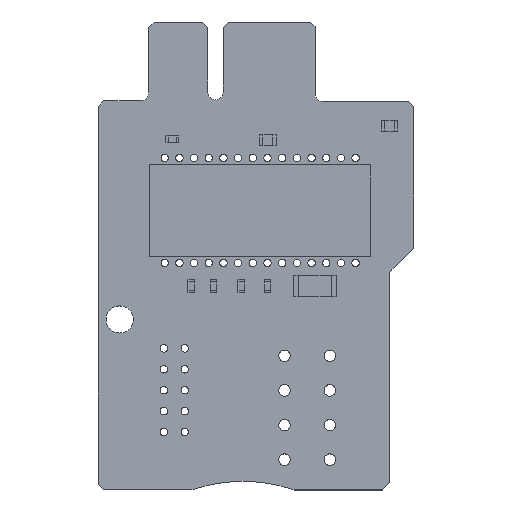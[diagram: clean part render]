
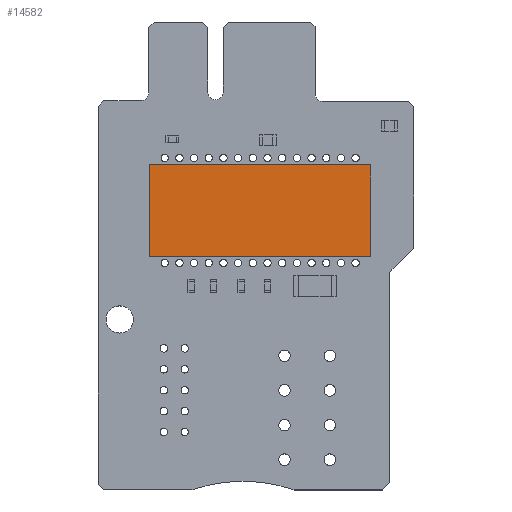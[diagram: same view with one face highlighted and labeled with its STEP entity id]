
A CAD part, top view. The second image highlights one B-rep face of the part: STEP entity #14582.
In plain terms, the highlighted planar face has unit normal (0, 0, 1).
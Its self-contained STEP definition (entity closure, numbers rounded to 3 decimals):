
#14268 = VERTEX_POINT('',#14269);
#14269 = CARTESIAN_POINT('',(13.4,5.575,3.85));
#14276 = PLANE('',#14277);
#14277 = AXIS2_PLACEMENT_3D('',#14278,#14279,#14280);
#14278 = CARTESIAN_POINT('',(13.4,5.575,0.));
#14279 = DIRECTION('',(0.,-1.,0.));
#14280 = DIRECTION('',(-1.,0.,0.));
#14288 = PLANE('',#14289);
#14289 = AXIS2_PLACEMENT_3D('',#14290,#14291,#14292);
#14290 = CARTESIAN_POINT('',(13.4,-5.575,0.));
#14291 = DIRECTION('',(-1.,0.,0.));
#14292 = DIRECTION('',(0.,1.,0.));
#14300 = EDGE_CURVE('',#14268,#14301,#14303,.T.);
#14301 = VERTEX_POINT('',#14302);
#14302 = CARTESIAN_POINT('',(-13.4,5.575,3.85));
#14303 = SURFACE_CURVE('',#14304,(#14308,#14315),.PCURVE_S1.);
#14304 = LINE('',#14305,#14306);
#14305 = CARTESIAN_POINT('',(13.4,5.575,3.85));
#14306 = VECTOR('',#14307,1.);
#14307 = DIRECTION('',(-1.,0.,0.));
#14308 = PCURVE('',#14276,#14309);
#14309 = DEFINITIONAL_REPRESENTATION('',(#14310),#14314);
#14310 = LINE('',#14311,#14312);
#14311 = CARTESIAN_POINT('',(0.,-3.85));
#14312 = VECTOR('',#14313,1.);
#14313 = DIRECTION('',(1.,0.));
#14314 = ( GEOMETRIC_REPRESENTATION_CONTEXT(2) 
PARAMETRIC_REPRESENTATION_CONTEXT() REPRESENTATION_CONTEXT('2D SPACE',''
  ) );
#14315 = PCURVE('',#14316,#14321);
#14316 = PLANE('',#14317);
#14317 = AXIS2_PLACEMENT_3D('',#14318,#14319,#14320);
#14318 = CARTESIAN_POINT('',(13.4,5.575,3.85));
#14319 = DIRECTION('',(0.,0.,-1.));
#14320 = DIRECTION('',(-1.,0.,0.));
#14321 = DEFINITIONAL_REPRESENTATION('',(#14322),#14326);
#14322 = LINE('',#14323,#14324);
#14323 = CARTESIAN_POINT('',(0.,0.));
#14324 = VECTOR('',#14325,1.);
#14325 = DIRECTION('',(1.,0.));
#14326 = ( GEOMETRIC_REPRESENTATION_CONTEXT(2) 
PARAMETRIC_REPRESENTATION_CONTEXT() REPRESENTATION_CONTEXT('2D SPACE',''
  ) );
#14344 = PLANE('',#14345);
#14345 = AXIS2_PLACEMENT_3D('',#14346,#14347,#14348);
#14346 = CARTESIAN_POINT('',(-13.4,5.575,0.));
#14347 = DIRECTION('',(1.,0.,0.));
#14348 = DIRECTION('',(0.,-1.,0.));
#14386 = EDGE_CURVE('',#14301,#14387,#14389,.T.);
#14387 = VERTEX_POINT('',#14388);
#14388 = CARTESIAN_POINT('',(-13.4,-5.575,3.85));
#14389 = SURFACE_CURVE('',#14390,(#14394,#14401),.PCURVE_S1.);
#14390 = LINE('',#14391,#14392);
#14391 = CARTESIAN_POINT('',(-13.4,5.575,3.85));
#14392 = VECTOR('',#14393,1.);
#14393 = DIRECTION('',(0.,-1.,0.));
#14394 = PCURVE('',#14344,#14395);
#14395 = DEFINITIONAL_REPRESENTATION('',(#14396),#14400);
#14396 = LINE('',#14397,#14398);
#14397 = CARTESIAN_POINT('',(0.,-3.85));
#14398 = VECTOR('',#14399,1.);
#14399 = DIRECTION('',(1.,0.));
#14400 = ( GEOMETRIC_REPRESENTATION_CONTEXT(2) 
PARAMETRIC_REPRESENTATION_CONTEXT() REPRESENTATION_CONTEXT('2D SPACE',''
  ) );
#14401 = PCURVE('',#14316,#14402);
#14402 = DEFINITIONAL_REPRESENTATION('',(#14403),#14407);
#14403 = LINE('',#14404,#14405);
#14404 = CARTESIAN_POINT('',(26.8,0.));
#14405 = VECTOR('',#14406,1.);
#14406 = DIRECTION('',(0.,-1.));
#14407 = ( GEOMETRIC_REPRESENTATION_CONTEXT(2) 
PARAMETRIC_REPRESENTATION_CONTEXT() REPRESENTATION_CONTEXT('2D SPACE',''
  ) );
#14425 = PLANE('',#14426);
#14426 = AXIS2_PLACEMENT_3D('',#14427,#14428,#14429);
#14427 = CARTESIAN_POINT('',(-13.4,-5.575,0.));
#14428 = DIRECTION('',(0.,1.,0.));
#14429 = DIRECTION('',(1.,0.,0.));
#14462 = EDGE_CURVE('',#14387,#14463,#14465,.T.);
#14463 = VERTEX_POINT('',#14464);
#14464 = CARTESIAN_POINT('',(13.4,-5.575,3.85));
#14465 = SURFACE_CURVE('',#14466,(#14470,#14477),.PCURVE_S1.);
#14466 = LINE('',#14467,#14468);
#14467 = CARTESIAN_POINT('',(-13.4,-5.575,3.85));
#14468 = VECTOR('',#14469,1.);
#14469 = DIRECTION('',(1.,0.,0.));
#14470 = PCURVE('',#14425,#14471);
#14471 = DEFINITIONAL_REPRESENTATION('',(#14472),#14476);
#14472 = LINE('',#14473,#14474);
#14473 = CARTESIAN_POINT('',(0.,-3.85));
#14474 = VECTOR('',#14475,1.);
#14475 = DIRECTION('',(1.,0.));
#14476 = ( GEOMETRIC_REPRESENTATION_CONTEXT(2) 
PARAMETRIC_REPRESENTATION_CONTEXT() REPRESENTATION_CONTEXT('2D SPACE',''
  ) );
#14477 = PCURVE('',#14316,#14478);
#14478 = DEFINITIONAL_REPRESENTATION('',(#14479),#14483);
#14479 = LINE('',#14480,#14481);
#14480 = CARTESIAN_POINT('',(26.8,-11.15));
#14481 = VECTOR('',#14482,1.);
#14482 = DIRECTION('',(-1.,0.));
#14483 = ( GEOMETRIC_REPRESENTATION_CONTEXT(2) 
PARAMETRIC_REPRESENTATION_CONTEXT() REPRESENTATION_CONTEXT('2D SPACE',''
  ) );
#14533 = EDGE_CURVE('',#14463,#14268,#14534,.T.);
#14534 = SURFACE_CURVE('',#14535,(#14539,#14546),.PCURVE_S1.);
#14535 = LINE('',#14536,#14537);
#14536 = CARTESIAN_POINT('',(13.4,-5.575,3.85));
#14537 = VECTOR('',#14538,1.);
#14538 = DIRECTION('',(0.,1.,0.));
#14539 = PCURVE('',#14288,#14540);
#14540 = DEFINITIONAL_REPRESENTATION('',(#14541),#14545);
#14541 = LINE('',#14542,#14543);
#14542 = CARTESIAN_POINT('',(0.,-3.85));
#14543 = VECTOR('',#14544,1.);
#14544 = DIRECTION('',(1.,0.));
#14545 = ( GEOMETRIC_REPRESENTATION_CONTEXT(2) 
PARAMETRIC_REPRESENTATION_CONTEXT() REPRESENTATION_CONTEXT('2D SPACE',''
  ) );
#14546 = PCURVE('',#14316,#14547);
#14547 = DEFINITIONAL_REPRESENTATION('',(#14548),#14552);
#14548 = LINE('',#14549,#14550);
#14549 = CARTESIAN_POINT('',(0.,-11.15));
#14550 = VECTOR('',#14551,1.);
#14551 = DIRECTION('',(0.,1.));
#14552 = ( GEOMETRIC_REPRESENTATION_CONTEXT(2) 
PARAMETRIC_REPRESENTATION_CONTEXT() REPRESENTATION_CONTEXT('2D SPACE',''
  ) );
#14582 = ADVANCED_FACE('',(#14583),#14316,.F.);
#14583 = FACE_BOUND('',#14584,.T.);
#14584 = EDGE_LOOP('',(#14585,#14586,#14587,#14588));
#14585 = ORIENTED_EDGE('',*,*,#14300,.T.);
#14586 = ORIENTED_EDGE('',*,*,#14386,.T.);
#14587 = ORIENTED_EDGE('',*,*,#14462,.T.);
#14588 = ORIENTED_EDGE('',*,*,#14533,.T.);
